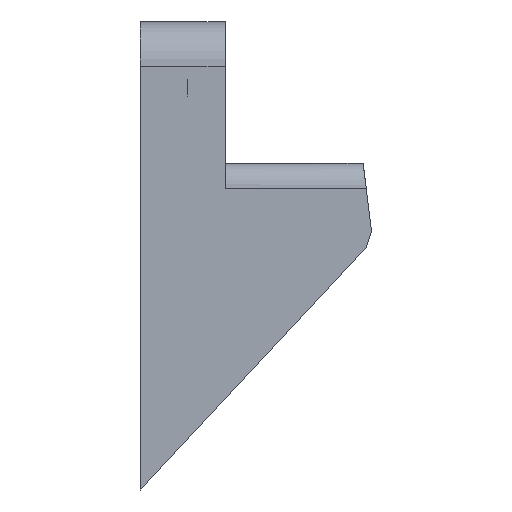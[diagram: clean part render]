
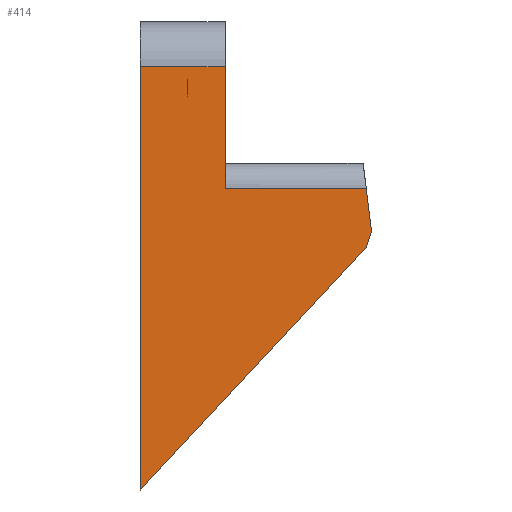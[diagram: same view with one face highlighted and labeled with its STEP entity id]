
A CAD part, left-side view. The second image highlights one B-rep face of the part: STEP entity #414.
In plain terms, the highlighted planar face has unit normal (-1, 0, 0).
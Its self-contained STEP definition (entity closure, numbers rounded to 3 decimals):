
#64=FACE_OUTER_BOUND('',#89,.T.);
#89=EDGE_LOOP('',(#290,#291,#292,#293,#294,#295,#296));
#127=LINE('',#642,#160);
#129=LINE('',#647,#162);
#130=LINE('',#649,#163);
#131=LINE('',#650,#164);
#132=LINE('',#652,#165);
#133=LINE('',#654,#166);
#134=LINE('',#655,#167);
#160=VECTOR('',#507,10.);
#162=VECTOR('',#511,10.);
#163=VECTOR('',#512,10.);
#164=VECTOR('',#513,10.);
#165=VECTOR('',#514,10.);
#166=VECTOR('',#515,10.);
#167=VECTOR('',#516,10.);
#193=VERTEX_POINT('',#639);
#194=VERTEX_POINT('',#641);
#195=VERTEX_POINT('',#645);
#196=VERTEX_POINT('',#646);
#197=VERTEX_POINT('',#648);
#198=VERTEX_POINT('',#651);
#199=VERTEX_POINT('',#653);
#231=EDGE_CURVE('',#193,#194,#127,.T.);
#233=EDGE_CURVE('',#195,#196,#129,.T.);
#234=EDGE_CURVE('',#197,#195,#130,.T.);
#235=EDGE_CURVE('',#194,#197,#131,.T.);
#236=EDGE_CURVE('',#198,#193,#132,.T.);
#237=EDGE_CURVE('',#199,#198,#133,.T.);
#238=EDGE_CURVE('',#196,#199,#134,.T.);
#290=ORIENTED_EDGE('',*,*,#233,.F.);
#291=ORIENTED_EDGE('',*,*,#234,.F.);
#292=ORIENTED_EDGE('',*,*,#235,.F.);
#293=ORIENTED_EDGE('',*,*,#231,.F.);
#294=ORIENTED_EDGE('',*,*,#236,.F.);
#295=ORIENTED_EDGE('',*,*,#237,.F.);
#296=ORIENTED_EDGE('',*,*,#238,.F.);
#401=PLANE('',#453);
#414=ADVANCED_FACE('',(#64),#401,.F.);
#453=AXIS2_PLACEMENT_3D('',#644,#509,#510);
#507=DIRECTION('',(0.,0.309,-0.951));
#509=DIRECTION('center_axis',(1.,0.,0.));
#510=DIRECTION('ref_axis',(0.,0.,-1.));
#511=DIRECTION('',(0.,-1.,0.));
#512=DIRECTION('',(0.,0.,1.));
#513=DIRECTION('',(0.,0.682,-0.731));
#514=DIRECTION('',(0.,-0.122,-0.993));
#515=DIRECTION('',(0.,-1.,0.));
#516=DIRECTION('',(0.,0.,-1.));
#639=CARTESIAN_POINT('',(-130.,-25.281,-43.144));
#641=CARTESIAN_POINT('',(-130.,-25.001,-44.006));
#642=CARTESIAN_POINT('',(-130.,-25.248,-43.244));
#644=CARTESIAN_POINT('Origin',(-130.,-13.,-39.375));
#645=CARTESIAN_POINT('',(-130.,-13.,-34.375));
#646=CARTESIAN_POINT('',(-130.,-17.5,-34.375));
#647=CARTESIAN_POINT('',(-130.,-13.,-34.375));
#648=CARTESIAN_POINT('',(-130.,-13.,-56.875));
#649=CARTESIAN_POINT('',(-130.,-13.,-48.125));
#650=CARTESIAN_POINT('',(-130.,-23.365,-45.76));
#651=CARTESIAN_POINT('',(-130.,-25.002,-40.875));
#652=CARTESIAN_POINT('',(-130.,-24.73,-38.66));
#653=CARTESIAN_POINT('',(-130.,-17.5,-40.875));
#654=CARTESIAN_POINT('',(-130.,-13.,-40.875));
#655=CARTESIAN_POINT('',(-130.,-17.5,-32.));
